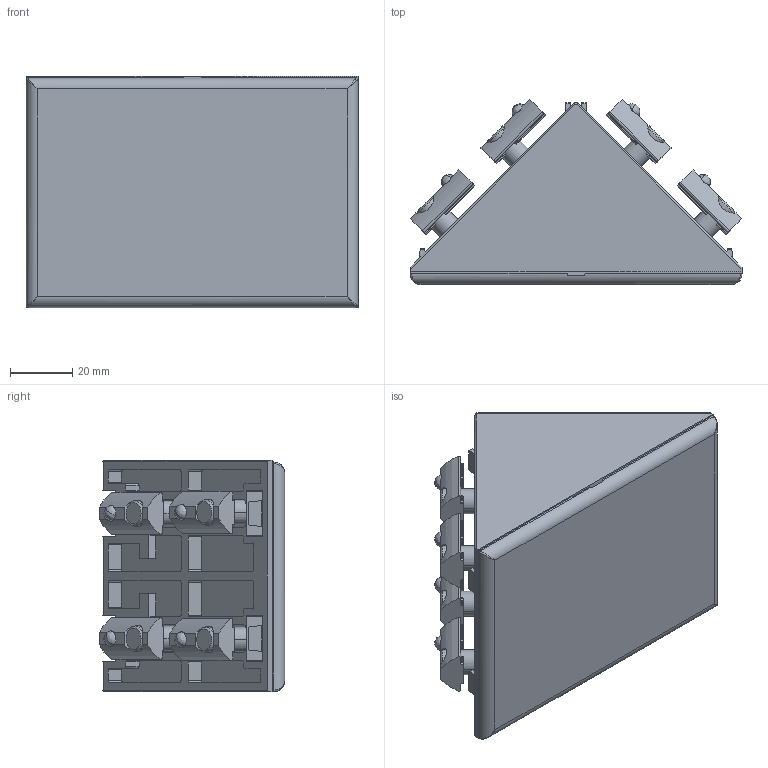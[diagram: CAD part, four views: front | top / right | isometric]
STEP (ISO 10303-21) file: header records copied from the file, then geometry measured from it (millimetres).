
FILE_DESCRIPTION (( 'STEP AP214' ), '1' );
FILE_NAME ('282300204.STEP', '2014-02-21T13:55:23', ( '' ), ( '' ), 'SwSTEP 2.0', 'SolidWorks 2014', '' );
FILE_SCHEMA (( 'AUTOMOTIVE_DESIGN' ));
Length unit declared in the file: millimetre
Products named in the file (1): 282300204
Bounding box: 106.26 x 59.32 x 74 mm (x, y, z)
Volume: 110497.6 mm3; surface area: 73467.2 mm2
Topology: 34 solids, 34 shells, 1241 faces, 3301 edges, 2121 vertices
Faces by surface type: plane 614, cylinder 394, bspline 183, cone 50
Entity records: 61461 total; most frequent: CARTESIAN_POINT 18256, ORIENTED_EDGE 6530, DIRECTION 5536, EDGE_CURVE 3265, VERTEX_POINT 2121, LINE 1936, VECTOR 1936, AXIS2_PLACEMENT_3D 1800
